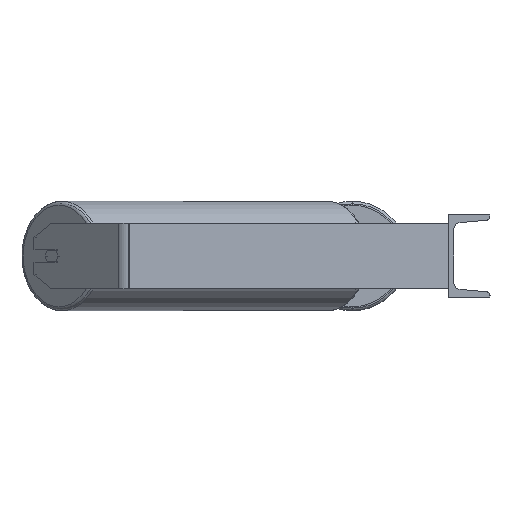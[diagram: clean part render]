
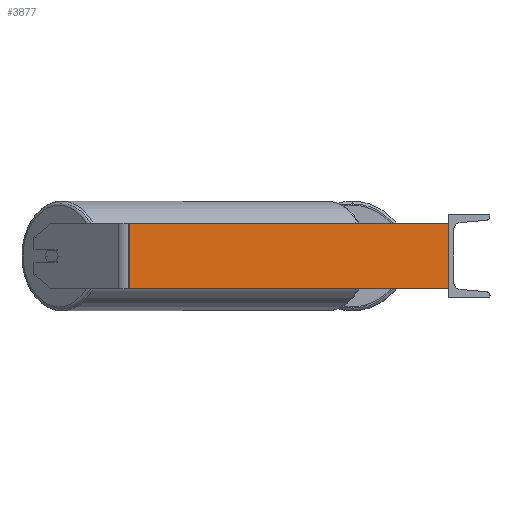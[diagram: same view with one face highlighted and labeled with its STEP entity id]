
A CAD part, left-side view. The second image highlights one B-rep face of the part: STEP entity #3877.
In plain terms, the highlighted planar face has unit normal (-0.996, -0.087, 0).
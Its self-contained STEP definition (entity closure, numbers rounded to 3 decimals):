
#235 = VECTOR ( 'NONE', #2856, 1000. ) ;
#353 = CARTESIAN_POINT ( 'NONE',  ( -719.576, 395.203, -40. ) ) ;
#555 = VECTOR ( 'NONE', #1152, 1000. ) ;
#580 = VERTEX_POINT ( 'NONE', #2439 ) ;
#1152 = DIRECTION ( 'NONE',  ( 0., 0., -1. ) ) ;
#2089 = VERTEX_POINT ( 'NONE', #2318 ) ;
#2150 = CARTESIAN_POINT ( 'NONE',  ( -719.576, 395.203, 40. ) ) ;
#2318 = CARTESIAN_POINT ( 'NONE',  ( -718.925, 387.77, -40. ) ) ;
#2439 = CARTESIAN_POINT ( 'NONE',  ( -685., 0., -40. ) ) ;
#2475 = LINE ( 'NONE', #353, #8631 ) ;
#2609 = AXIS2_PLACEMENT_3D ( 'NONE', #8380, #3508, #6328 ) ;
#2856 = DIRECTION ( 'NONE',  ( 0.087, -0.996, 0. ) ) ;
#3508 = DIRECTION ( 'NONE',  ( 0.996, 0.087, 0. ) ) ;
#3519 = CARTESIAN_POINT ( 'NONE',  ( -685., 0., 40. ) ) ;
#3678 = CARTESIAN_POINT ( 'NONE',  ( -718.925, 387.77, 40. ) ) ;
#3877 = ADVANCED_FACE ( 'NONE', ( #4954 ), #7601, .F. ) ;
#4283 = LINE ( 'NONE', #2150, #235 ) ;
#4954 = FACE_OUTER_BOUND ( 'NONE', #8547, .T. ) ;
#5211 = EDGE_CURVE ( 'NONE', #2089, #580, #2475, .T. ) ;
#5282 = VERTEX_POINT ( 'NONE', #3519 ) ;
#5285 = VECTOR ( 'NONE', #8424, 1000. ) ;
#5345 = CARTESIAN_POINT ( 'NONE',  ( -685., 0., 40. ) ) ;
#5916 = DIRECTION ( 'NONE',  ( 0.087, -0.996, 0. ) ) ;
#6328 = DIRECTION ( 'NONE',  ( -0.087, 0.996, 0. ) ) ;
#6331 = CARTESIAN_POINT ( 'NONE',  ( -718.925, 387.77, 40. ) ) ;
#6807 = ORIENTED_EDGE ( 'NONE', *, *, #7703, .F. ) ;
#6859 = LINE ( 'NONE', #6331, #5285 ) ;
#7365 = ORIENTED_EDGE ( 'NONE', *, *, #5211, .T. ) ;
#7391 = EDGE_CURVE ( 'NONE', #8772, #5282, #4283, .T. ) ;
#7601 = PLANE ( 'NONE',  #2609 ) ;
#7703 = EDGE_CURVE ( 'NONE', #5282, #580, #8216, .T. ) ;
#7722 = ORIENTED_EDGE ( 'NONE', *, *, #8134, .T. ) ;
#8134 = EDGE_CURVE ( 'NONE', #8772, #2089, #6859, .T. ) ;
#8216 = LINE ( 'NONE', #5345, #555 ) ;
#8380 = CARTESIAN_POINT ( 'NONE',  ( -719.576, 395.203, 40. ) ) ;
#8424 = DIRECTION ( 'NONE',  ( 0., 0., -1. ) ) ;
#8532 = ORIENTED_EDGE ( 'NONE', *, *, #7391, .F. ) ;
#8547 = EDGE_LOOP ( 'NONE', ( #7365, #6807, #8532, #7722 ) ) ;
#8631 = VECTOR ( 'NONE', #5916, 1000. ) ;
#8772 = VERTEX_POINT ( 'NONE', #3678 ) ;
